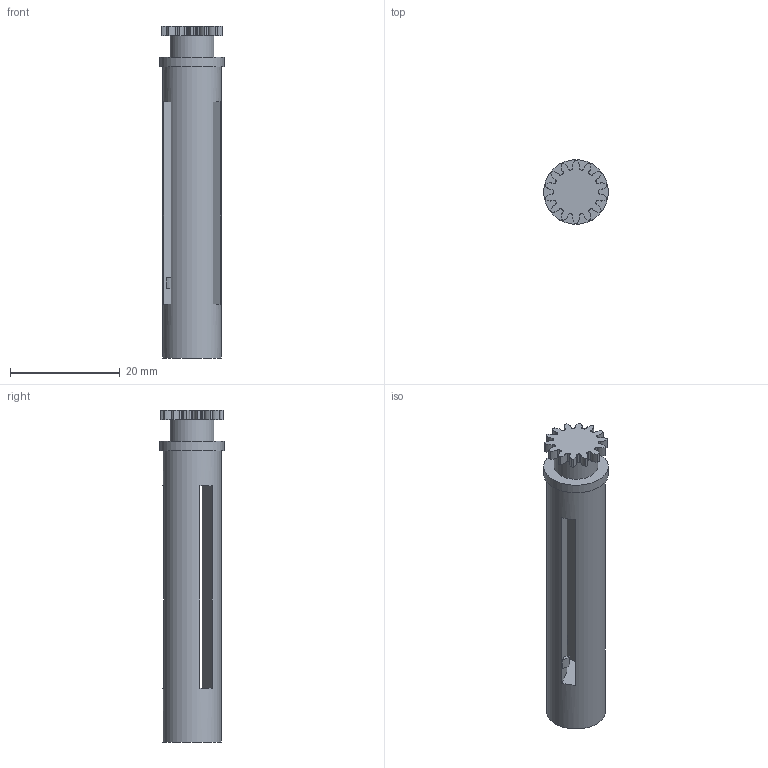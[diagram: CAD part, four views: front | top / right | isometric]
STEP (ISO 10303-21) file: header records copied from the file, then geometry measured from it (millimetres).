
FILE_DESCRIPTION(/* description */ (''),/* implementation_level */ '2;1');
FILE_NAME(/* name */ 'gears - shaft v12.step',/* time_stamp */ '2020-06-08T16:49:35+02:00',/* author */ (''),/* organization */ (''),/* preprocessor_version */ 'ST-DEVELOPER v18.1',/* originating_system */ 'Autodesk Translation Framework v9.3.0.1241',/* authorisation */ '');
FILE_SCHEMA (('AUTOMOTIVE_DESIGN { 1 0 10303 214 3 1 1 }'));
Length unit declared in the file: millimetre
Products named in the file (1): gears - shaft
Bounding box: 11.8 x 11.8 x 60.6 mm (x, y, z)
Volume: 3816.8 mm3; surface area: 3088 mm2
Topology: 1 solids, 1 shells, 115 faces, 324 edges, 216 vertices
Faces by surface type: cylinder 68, bspline 28, plane 19
Full cylindrical faces by diameter (mm): 8 x1, 10.66 x1, 11.8 x1
Entity records: 6908 total; most frequent: CARTESIAN_POINT 3932, ORIENTED_EDGE 648, DIRECTION 586, EDGE_CURVE 324, AXIS2_PLACEMENT_3D 230, VERTEX_POINT 216, CIRCLE 142, LINE 126
